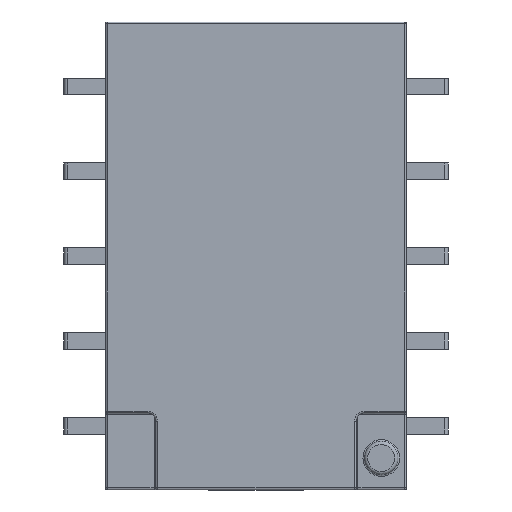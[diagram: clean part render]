
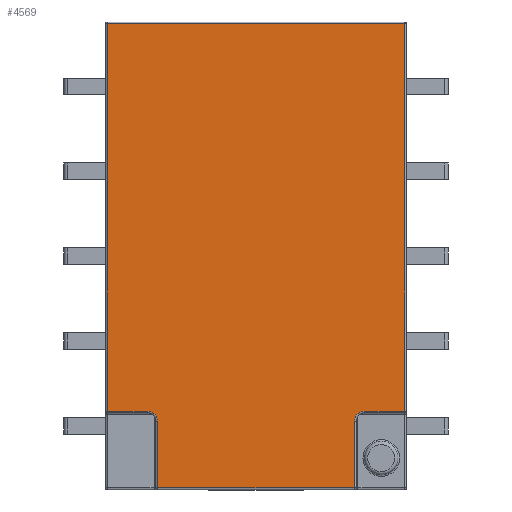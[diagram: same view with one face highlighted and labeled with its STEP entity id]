
A CAD part, top view. The second image highlights one B-rep face of the part: STEP entity #4569.
In plain terms, the highlighted planar face has unit normal (0, 0, 1).
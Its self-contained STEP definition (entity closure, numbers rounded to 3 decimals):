
#40=LINE('',#6126,#376);
#41=LINE('',#6129,#377);
#42=LINE('',#6133,#378);
#43=LINE('',#6135,#379);
#44=LINE('',#6137,#380);
#45=LINE('',#6139,#381);
#46=LINE('',#6141,#382);
#47=LINE('',#6145,#383);
#376=VECTOR('',#5116,1000.);
#377=VECTOR('',#5117,1000.);
#378=VECTOR('',#5120,1000.);
#379=VECTOR('',#5121,1000.);
#380=VECTOR('',#5122,1000.);
#381=VECTOR('',#5123,1000.);
#382=VECTOR('',#5124,1000.);
#383=VECTOR('',#5127,1000.);
#713=PLANE('',#4769);
#820=ORIENTED_EDGE('',*,*,#1792,.T.);
#821=ORIENTED_EDGE('',*,*,#1793,.T.);
#822=ORIENTED_EDGE('',*,*,#1794,.T.);
#823=ORIENTED_EDGE('',*,*,#1795,.T.);
#824=ORIENTED_EDGE('',*,*,#1796,.T.);
#825=ORIENTED_EDGE('',*,*,#1797,.T.);
#826=ORIENTED_EDGE('',*,*,#1798,.T.);
#827=ORIENTED_EDGE('',*,*,#1799,.T.);
#828=ORIENTED_EDGE('',*,*,#1800,.T.);
#829=ORIENTED_EDGE('',*,*,#1801,.T.);
#1792=EDGE_CURVE('',#2278,#2279,#40,.T.);
#1793=EDGE_CURVE('',#2279,#2280,#41,.F.);
#1794=EDGE_CURVE('',#2280,#2281,#2590,.F.);
#1795=EDGE_CURVE('',#2281,#2282,#42,.F.);
#1796=EDGE_CURVE('',#2282,#2283,#43,.T.);
#1797=EDGE_CURVE('',#2283,#2284,#44,.T.);
#1798=EDGE_CURVE('',#2284,#2285,#45,.T.);
#1799=EDGE_CURVE('',#2285,#2286,#46,.T.);
#1800=EDGE_CURVE('',#2286,#2287,#2591,.F.);
#1801=EDGE_CURVE('',#2287,#2278,#47,.T.);
#2278=VERTEX_POINT('',#6127);
#2279=VERTEX_POINT('',#6128);
#2280=VERTEX_POINT('',#6130);
#2281=VERTEX_POINT('',#6132);
#2282=VERTEX_POINT('',#6134);
#2283=VERTEX_POINT('',#6136);
#2284=VERTEX_POINT('',#6138);
#2285=VERTEX_POINT('',#6140);
#2286=VERTEX_POINT('',#6142);
#2287=VERTEX_POINT('',#6144);
#2590=CIRCLE('',#4770,0.305);
#2591=CIRCLE('',#4771,0.305);
#2736=EDGE_LOOP('',(#820,#821,#822,#823,#824,#825,#826,#827,#828,#829));
#2944=FACE_BOUND('',#2736,.T.);
#4569=ADVANCED_FACE('',(#2944),#713,.T.);
#4769=AXIS2_PLACEMENT_3D('',#6125,#5114,#5115);
#4770=AXIS2_PLACEMENT_3D('',#6131,#5118,#5119);
#4771=AXIS2_PLACEMENT_3D('',#6143,#5125,#5126);
#5114=DIRECTION('',(0.,0.,1.));
#5115=DIRECTION('',(1.,0.,0.));
#5116=DIRECTION('',(1.,0.,0.));
#5117=DIRECTION('',(0.,-1.,0.));
#5118=DIRECTION('',(0.,0.,1.));
#5119=DIRECTION('',(1.,0.,0.));
#5120=DIRECTION('',(-1.,0.,0.));
#5121=DIRECTION('',(0.,1.,0.));
#5122=DIRECTION('',(-1.,0.,0.));
#5123=DIRECTION('',(0.,-1.,0.));
#5124=DIRECTION('',(1.,0.,0.));
#5125=DIRECTION('',(0.,0.,1.));
#5126=DIRECTION('',(1.,0.,0.));
#5127=DIRECTION('',(0.,-1.,0.));
#6125=CARTESIAN_POINT('',(0.,0.,0.));
#6126=CARTESIAN_POINT('',(0.,-6.948,0.));
#6127=CARTESIAN_POINT('',(-2.948,-6.948,0.));
#6128=CARTESIAN_POINT('',(2.948,-6.948,0.));
#6129=CARTESIAN_POINT('',(2.948,-4.953,0.));
#6130=CARTESIAN_POINT('',(2.948,-4.953,0.));
#6131=CARTESIAN_POINT('',(3.253,-4.953,0.));
#6132=CARTESIAN_POINT('',(3.253,-4.648,0.));
#6133=CARTESIAN_POINT('',(4.5,-4.648,0.));
#6134=CARTESIAN_POINT('',(4.448,-4.648,0.));
#6135=CARTESIAN_POINT('',(4.448,0.,0.));
#6136=CARTESIAN_POINT('',(4.448,6.948,0.));
#6137=CARTESIAN_POINT('',(0.,6.948,0.));
#6138=CARTESIAN_POINT('',(-4.448,6.948,0.));
#6139=CARTESIAN_POINT('',(-4.448,0.,0.));
#6140=CARTESIAN_POINT('',(-4.448,-4.648,0.));
#6141=CARTESIAN_POINT('',(0.,-4.648,0.));
#6142=CARTESIAN_POINT('',(-3.253,-4.648,0.));
#6143=CARTESIAN_POINT('',(-3.253,-4.953,0.));
#6144=CARTESIAN_POINT('',(-2.948,-4.953,0.));
#6145=CARTESIAN_POINT('',(-2.948,0.,0.));
